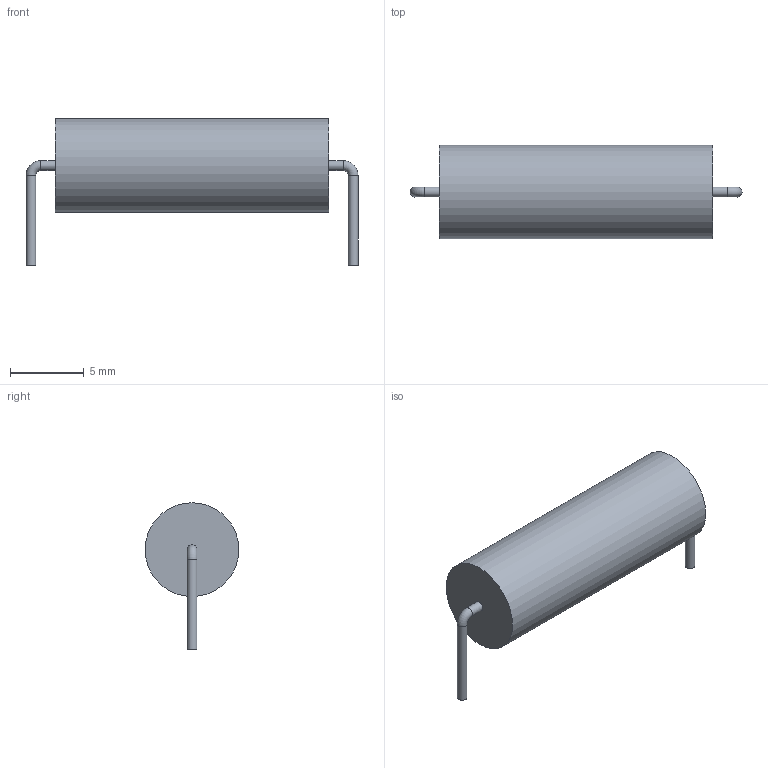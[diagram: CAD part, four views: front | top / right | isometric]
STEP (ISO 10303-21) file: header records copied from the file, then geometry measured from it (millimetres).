
FILE_DESCRIPTION(/* description */ (''),/* implementation_level */ '2;1');
FILE_NAME(/* name */ '14AFR010E v2.step',/* time_stamp */ '2022-07-01T14:52:20-07:00',/* author */ (''),/* organization */ (''),/* preprocessor_version */ 'ST-DEVELOPER v19',/* originating_system */ 'Autodesk Translation Framework v11.7.0.108',/* authorisation */ '');
FILE_SCHEMA (('AUTOMOTIVE_DESIGN { 1 0 10303 214 3 1 1 }'));
Length unit declared in the file: millimetre
Products named in the file (2): 14AFR010E; Model
Assembly tree (1 placements, depth 2):
  14AFR010E
    Model
Bounding box: 22.48 x 6.35 x 9.92 mm (x, y, z)
Volume: 591.4 mm3; surface area: 467.4 mm2
Topology: 3 solids, 3 shells, 13 faces, 21 edges, 14 vertices
Faces by surface type: plane 6, cylinder 5, torus 2
Full cylindrical faces by diameter (mm): 0.66 x4, 6.35 x1
Entity records: 376 total; most frequent: DIRECTION 69, CARTESIAN_POINT 51, ORIENTED_EDGE 42, AXIS2_PLACEMENT_3D 32, EDGE_CURVE 21, CIRCLE 16, VERTEX_POINT 14, FACE_OUTER_BOUND 13
